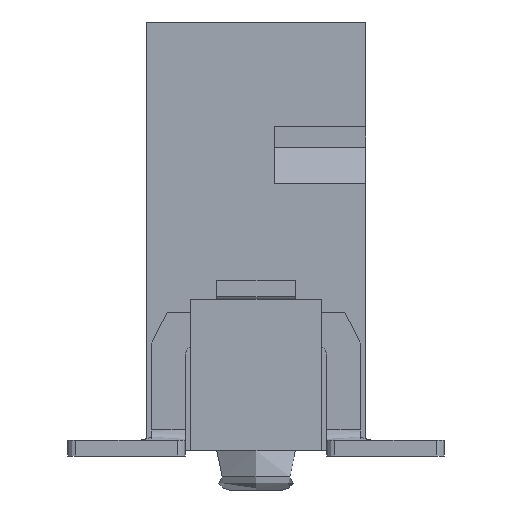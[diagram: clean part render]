
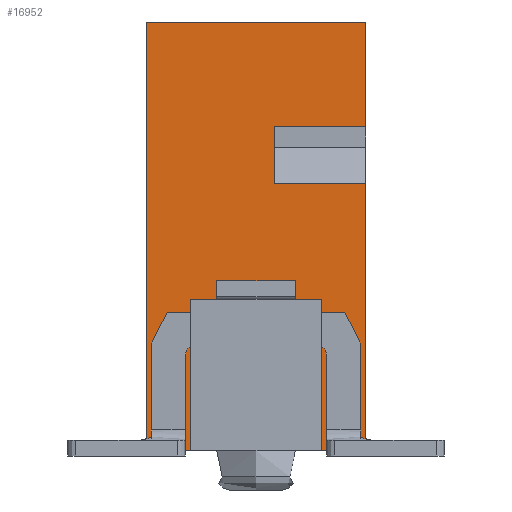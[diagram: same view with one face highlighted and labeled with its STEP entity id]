
A CAD part, left-side view. The second image highlights one B-rep face of the part: STEP entity #16952.
In plain terms, the highlighted planar face has unit normal (-1, 0, 0).
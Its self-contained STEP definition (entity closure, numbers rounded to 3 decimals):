
#16074=CARTESIAN_POINT('',(-11.525,-2.1,-3.725));
#16075=VERTEX_POINT('',#16074);
#16082=CARTESIAN_POINT('',(-11.525,-1.25,-3.725));
#16083=VERTEX_POINT('',#16082);
#16084=CARTESIAN_POINT('',(-11.525,-2.1,-3.725));
#16085=DIRECTION('',(0.,1.,0.));
#16086=VECTOR('',#16085,0.85);
#16087=LINE('',#16084,#16086);
#16088=EDGE_CURVE('',#16075,#16083,#16087,.T.);
#16106=CARTESIAN_POINT('',(-11.525,1.25,-3.725));
#16107=VERTEX_POINT('',#16106);
#16114=CARTESIAN_POINT('',(-11.525,2.1,-3.725));
#16115=VERTEX_POINT('',#16114);
#16116=CARTESIAN_POINT('',(-11.525,1.25,-3.725));
#16117=DIRECTION('',(0.,1.,0.));
#16118=VECTOR('',#16117,0.85);
#16119=LINE('',#16116,#16118);
#16120=EDGE_CURVE('',#16107,#16115,#16119,.T.);
#16771=CARTESIAN_POINT('',(-11.525,2.1,-3.725));
#16772=DIRECTION('',(0.,0.,1.));
#16773=DIRECTION('',(-1.,0.,0.));
#16774=AXIS2_PLACEMENT_3D('',#16771,#16773,#16772);
#16775=PLANE('',#16774);
#16776=CARTESIAN_POINT('',(-11.525,0.9,-1.825));
#16777=VERTEX_POINT('',#16776);
#16778=CARTESIAN_POINT('',(-11.525,0.75,-1.975));
#16779=VERTEX_POINT('',#16778);
#16780=CARTESIAN_POINT('',(-11.525,0.9,-1.825));
#16781=DIRECTION('',(0.,-0.707,-0.707));
#16782=VECTOR('',#16781,0.212);
#16783=LINE('',#16780,#16782);
#16784=EDGE_CURVE('',#16777,#16779,#16783,.T.);
#16785=ORIENTED_EDGE('',*,*,#16784,.T.);
#16786=CARTESIAN_POINT('',(-11.525,0.75,-2.725));
#16787=VERTEX_POINT('',#16786);
#16788=CARTESIAN_POINT('',(-11.525,0.75,-1.975));
#16789=DIRECTION('',(0.,0.,-1.));
#16790=VECTOR('',#16789,0.75);
#16791=LINE('',#16788,#16790);
#16792=EDGE_CURVE('',#16779,#16787,#16791,.T.);
#16793=ORIENTED_EDGE('',*,*,#16792,.T.);
#16794=CARTESIAN_POINT('',(-11.525,0.7,-2.725));
#16795=VERTEX_POINT('',#16794);
#16796=CARTESIAN_POINT('',(-11.525,0.75,-2.725));
#16797=DIRECTION('',(0.,-1.,0.));
#16798=VECTOR('',#16797,0.05);
#16799=LINE('',#16796,#16798);
#16800=EDGE_CURVE('',#16787,#16795,#16799,.T.);
#16801=ORIENTED_EDGE('',*,*,#16800,.T.);
#16802=CARTESIAN_POINT('',(-11.525,0.7,-3.625));
#16803=VERTEX_POINT('',#16802);
#16804=CARTESIAN_POINT('',(-11.525,0.7,-2.725));
#16805=DIRECTION('',(0.,0.,-1.));
#16806=VECTOR('',#16805,0.9);
#16807=LINE('',#16804,#16806);
#16808=EDGE_CURVE('',#16795,#16803,#16807,.T.);
#16809=ORIENTED_EDGE('',*,*,#16808,.T.);
#16810=CARTESIAN_POINT('',(-11.525,-0.7,-3.625));
#16811=VERTEX_POINT('',#16810);
#16812=CARTESIAN_POINT('',(-11.525,0.7,-3.625));
#16813=DIRECTION('',(0.,-1.,0.));
#16814=VECTOR('',#16813,1.4);
#16815=LINE('',#16812,#16814);
#16816=EDGE_CURVE('',#16803,#16811,#16815,.T.);
#16817=ORIENTED_EDGE('',*,*,#16816,.T.);
#16818=CARTESIAN_POINT('',(-11.525,-0.7,-2.725));
#16819=VERTEX_POINT('',#16818);
#16820=CARTESIAN_POINT('',(-11.525,-0.7,-3.625));
#16821=DIRECTION('',(0.,0.,1.));
#16822=VECTOR('',#16821,0.9);
#16823=LINE('',#16820,#16822);
#16824=EDGE_CURVE('',#16811,#16819,#16823,.T.);
#16825=ORIENTED_EDGE('',*,*,#16824,.T.);
#16826=CARTESIAN_POINT('',(-11.525,-0.75,-2.725));
#16827=VERTEX_POINT('',#16826);
#16828=CARTESIAN_POINT('',(-11.525,-0.7,-2.725));
#16829=DIRECTION('',(0.,-1.,0.));
#16830=VECTOR('',#16829,0.05);
#16831=LINE('',#16828,#16830);
#16832=EDGE_CURVE('',#16819,#16827,#16831,.T.);
#16833=ORIENTED_EDGE('',*,*,#16832,.T.);
#16834=CARTESIAN_POINT('',(-11.525,-0.75,-1.975));
#16835=VERTEX_POINT('',#16834);
#16836=CARTESIAN_POINT('',(-11.525,-0.75,-2.725));
#16837=DIRECTION('',(0.,0.,1.));
#16838=VECTOR('',#16837,0.75);
#16839=LINE('',#16836,#16838);
#16840=EDGE_CURVE('',#16827,#16835,#16839,.T.);
#16841=ORIENTED_EDGE('',*,*,#16840,.T.);
#16842=CARTESIAN_POINT('',(-11.525,-0.9,-1.825));
#16843=VERTEX_POINT('',#16842);
#16844=CARTESIAN_POINT('',(-11.525,-0.75,-1.975));
#16845=DIRECTION('',(0.,-0.707,0.707));
#16846=VECTOR('',#16845,0.212);
#16847=LINE('',#16844,#16846);
#16848=EDGE_CURVE('',#16835,#16843,#16847,.T.);
#16849=ORIENTED_EDGE('',*,*,#16848,.T.);
#16850=CARTESIAN_POINT('',(-11.525,-1.1,-1.825));
#16851=VERTEX_POINT('',#16850);
#16852=CARTESIAN_POINT('',(-11.525,-0.9,-1.825));
#16853=DIRECTION('',(0.,-1.,0.));
#16854=VECTOR('',#16853,0.2);
#16855=LINE('',#16852,#16854);
#16856=EDGE_CURVE('',#16843,#16851,#16855,.T.);
#16857=ORIENTED_EDGE('',*,*,#16856,.T.);
#16858=CARTESIAN_POINT('',(-11.525,-1.25,-1.975));
#16859=VERTEX_POINT('',#16858);
#16860=CARTESIAN_POINT('',(-11.525,-1.1,-1.825));
#16861=DIRECTION('',(0.,-0.707,-0.707));
#16862=VECTOR('',#16861,0.212);
#16863=LINE('',#16860,#16862);
#16864=EDGE_CURVE('',#16851,#16859,#16863,.T.);
#16865=ORIENTED_EDGE('',*,*,#16864,.T.);
#16866=CARTESIAN_POINT('',(-11.525,-1.25,-1.975));
#16867=DIRECTION('',(0.,0.,-1.));
#16868=VECTOR('',#16867,1.75);
#16869=LINE('',#16866,#16868);
#16870=EDGE_CURVE('',#16859,#16083,#16869,.T.);
#16871=ORIENTED_EDGE('',*,*,#16870,.T.);
#16872=ORIENTED_EDGE('',*,*,#16088,.F.);
#16873=CARTESIAN_POINT('',(-11.525,-2.1,1.382));
#16874=VERTEX_POINT('',#16873);
#16875=CARTESIAN_POINT('',(-11.525,-2.1,-3.725));
#16876=DIRECTION('',(0.,0.,1.));
#16877=VECTOR('',#16876,5.107);
#16878=LINE('',#16875,#16877);
#16879=EDGE_CURVE('',#16075,#16874,#16878,.T.);
#16880=ORIENTED_EDGE('',*,*,#16879,.T.);
#16881=CARTESIAN_POINT('',(-11.525,-0.35,1.382));
#16882=VERTEX_POINT('',#16881);
#16883=CARTESIAN_POINT('',(-11.525,-2.1,1.382));
#16884=DIRECTION('',(0.,1.,0.));
#16885=VECTOR('',#16884,1.75);
#16886=LINE('',#16883,#16885);
#16887=EDGE_CURVE('',#16874,#16882,#16886,.T.);
#16888=ORIENTED_EDGE('',*,*,#16887,.T.);
#16889=CARTESIAN_POINT('',(-11.525,-0.35,2.475));
#16890=VERTEX_POINT('',#16889);
#16891=CARTESIAN_POINT('',(-11.525,-0.35,1.382));
#16892=DIRECTION('',(0.,0.,1.));
#16893=VECTOR('',#16892,1.093);
#16894=LINE('',#16891,#16893);
#16895=EDGE_CURVE('',#16882,#16890,#16894,.T.);
#16896=ORIENTED_EDGE('',*,*,#16895,.T.);
#16897=CARTESIAN_POINT('',(-11.525,-2.1,2.475));
#16898=VERTEX_POINT('',#16897);
#16899=CARTESIAN_POINT('',(-11.525,-0.35,2.475));
#16900=DIRECTION('',(0.,-1.,0.));
#16901=VECTOR('',#16900,1.75);
#16902=LINE('',#16899,#16901);
#16903=EDGE_CURVE('',#16890,#16898,#16902,.T.);
#16904=ORIENTED_EDGE('',*,*,#16903,.T.);
#16905=CARTESIAN_POINT('',(-11.525,-2.1,4.475));
#16906=VERTEX_POINT('',#16905);
#16907=CARTESIAN_POINT('',(-11.525,-2.1,2.475));
#16908=DIRECTION('',(0.,0.,1.));
#16909=VECTOR('',#16908,2.);
#16910=LINE('',#16907,#16909);
#16911=EDGE_CURVE('',#16898,#16906,#16910,.T.);
#16912=ORIENTED_EDGE('',*,*,#16911,.T.);
#16913=CARTESIAN_POINT('',(-11.525,2.1,4.475));
#16914=VERTEX_POINT('',#16913);
#16915=CARTESIAN_POINT('',(-11.525,-2.1,4.475));
#16916=DIRECTION('',(0.,1.,0.));
#16917=VECTOR('',#16916,4.2);
#16918=LINE('',#16915,#16917);
#16919=EDGE_CURVE('',#16906,#16914,#16918,.T.);
#16920=ORIENTED_EDGE('',*,*,#16919,.T.);
#16921=CARTESIAN_POINT('',(-11.525,2.1,4.475));
#16922=DIRECTION('',(0.,0.,-1.));
#16923=VECTOR('',#16922,8.2);
#16924=LINE('',#16921,#16923);
#16925=EDGE_CURVE('',#16914,#16115,#16924,.T.);
#16926=ORIENTED_EDGE('',*,*,#16925,.T.);
#16927=ORIENTED_EDGE('',*,*,#16120,.F.);
#16928=CARTESIAN_POINT('',(-11.525,1.25,-1.975));
#16929=VERTEX_POINT('',#16928);
#16930=CARTESIAN_POINT('',(-11.525,1.25,-3.725));
#16931=DIRECTION('',(0.,0.,1.));
#16932=VECTOR('',#16931,1.75);
#16933=LINE('',#16930,#16932);
#16934=EDGE_CURVE('',#16107,#16929,#16933,.T.);
#16935=ORIENTED_EDGE('',*,*,#16934,.T.);
#16936=CARTESIAN_POINT('',(-11.525,1.1,-1.825));
#16937=VERTEX_POINT('',#16936);
#16938=CARTESIAN_POINT('',(-11.525,1.25,-1.975));
#16939=DIRECTION('',(0.,-0.707,0.707));
#16940=VECTOR('',#16939,0.212);
#16941=LINE('',#16938,#16940);
#16942=EDGE_CURVE('',#16929,#16937,#16941,.T.);
#16943=ORIENTED_EDGE('',*,*,#16942,.T.);
#16944=CARTESIAN_POINT('',(-11.525,1.1,-1.825));
#16945=DIRECTION('',(0.,-1.,0.));
#16946=VECTOR('',#16945,0.2);
#16947=LINE('',#16944,#16946);
#16948=EDGE_CURVE('',#16937,#16777,#16947,.T.);
#16949=ORIENTED_EDGE('',*,*,#16948,.T.);
#16950=EDGE_LOOP('',(#16785,#16793,#16801,#16809,#16817,#16825,#16833,#16841,#16849,#16857,#16865,#16871,#16872,#16880,#16888,#16896,#16904,#16912,#16920,#16926,#16927,#16935,#16943,#16949));
#16951=FACE_OUTER_BOUND('',#16950,.T.);
#16952=ADVANCED_FACE('',(#16951),#16775,.T.);
